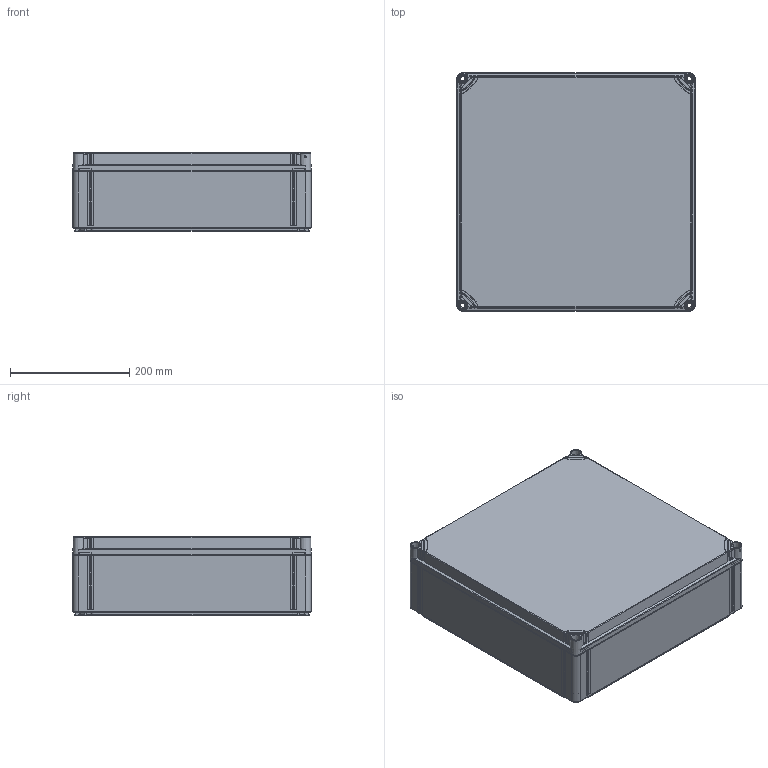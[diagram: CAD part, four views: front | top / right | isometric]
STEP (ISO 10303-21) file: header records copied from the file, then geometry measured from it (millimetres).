
FILE_DESCRIPTION((''),'2;1');
FILE_NAME('OPCP404013G_ASM','2010-04-19T',('pasi_koskela'),(''),'PRO/ENGINEER BY PARAMETRIC TECHNOLOGY CORPORATION, 2008250','PRO/ENGINEER BY PARAMETRIC TECHNOLOGY CORPORATION, 2008250','');
FILE_SCHEMA(('AUTOMOTIVE_DESIGN_CC2 { 1 2 10303 214 -1 1 5 2 }'));
Products named in the file (3): OPCP404010B; OPCG404003L; OPCP404013G_ASM
Assembly tree (2 placements, depth 2):
  OPCP404013G_ASM
    OPCP404010B
    OPCG404003L
Bounding box: 400 x 400 x 132 mm (x, y, z)
Volume: 2228922.4 mm3; surface area: 1165702.3 mm2
Topology: 2 solids, 2 shells, 4493 faces, 11332 edges, 7034 vertices
Faces by surface type: plane 1910, cylinder 1011, cone 592, torus 558, bspline 371, sphere 41, extrusion 10
Entity records: 194305 total; most frequent: CARTESIAN_POINT 54673, ORIENTED_EDGE 22660, DIRECTION 21182, PRESENTATION_STYLE_ASSIGNMENT 11332, STYLED_ITEM 11332, CURVE_STYLE 11330, EDGE_CURVE 11330, AXIS2_PLACEMENT_3D 7449
